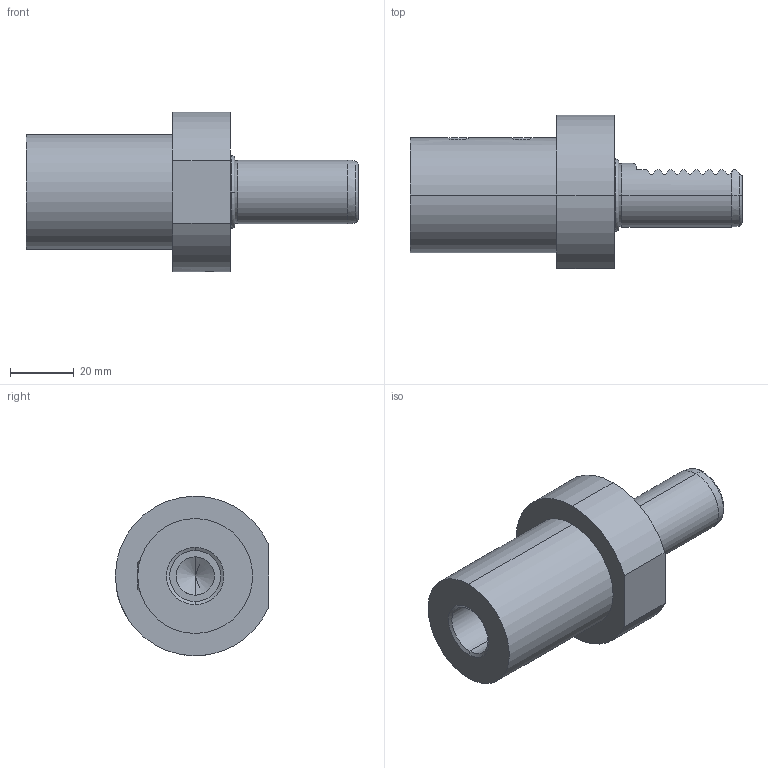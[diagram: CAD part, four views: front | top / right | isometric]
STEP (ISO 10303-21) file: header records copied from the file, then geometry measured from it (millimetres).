
FILE_DESCRIPTION (( 'STEP AP203' ), '1' );
FILE_NAME ('STEP.STEP', '2020-05-11T05:14:36', ( '' ), ( '' ), 'SwSTEP 2.0', 'SolidWorks 2017', '' );
FILE_SCHEMA (( 'CONFIG_CONTROL_DESIGN' ));
Length unit declared in the file: millimetre
Products named in the file (1): STEP
Bounding box: 104 x 48 x 50 mm (x, y, z)
Volume: 79741.6 mm3; surface area: 20538.9 mm2
Topology: 6 solids, 6 shells, 172 faces, 408 edges, 250 vertices
Faces by surface type: plane 72, cylinder 52, cone 32, torus 13, sphere 3
Entity records: 5600 total; most frequent: CARTESIAN_POINT 1667, DIRECTION 800, ORIENTED_EDGE 800, EDGE_CURVE 400, AXIS2_PLACEMENT_3D 300, VERTEX_POINT 249, VECTOR 200, LINE 200
